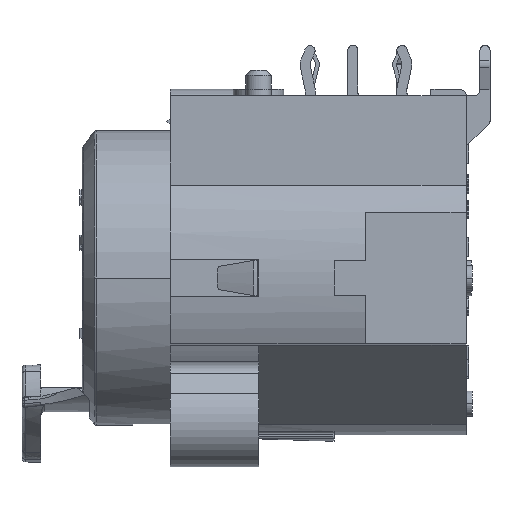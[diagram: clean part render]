
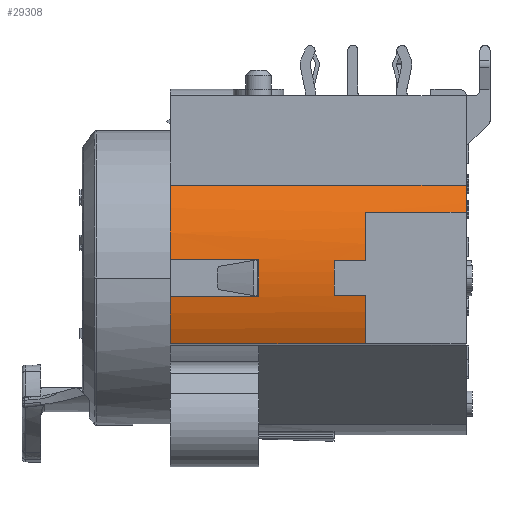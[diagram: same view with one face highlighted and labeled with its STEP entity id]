
A CAD part, left-side view. The second image highlights one B-rep face of the part: STEP entity #29308.
In plain terms, the highlighted cylindrical face has radius 13 mm (diameter 26 mm), a partial arc.
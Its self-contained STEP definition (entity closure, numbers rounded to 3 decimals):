
#1182=CARTESIAN_POINT('',(0.,-30.5,0.));
#1183=DIRECTION('',(0.,1.,0.));
#1184=DIRECTION('',(-0.915,0.,0.403));
#1185=AXIS2_PLACEMENT_3D('',#1182,#1183,#1184);
#6661=DIRECTION('',(0.,-1.,0.));
#6662=VECTOR('',#6661,23.5);
#6663=CARTESIAN_POINT('',(-10.7,-7.,7.383));
#6664=LINE('',#6663,#6662);
#6665=DIRECTION('',(0.,1.,0.));
#6666=VECTOR('',#6665,8.);
#6667=CARTESIAN_POINT('',(-11.9,-30.5,5.234));
#6668=LINE('',#6667,#6666);
#6669=DIRECTION('',(0.,-1.,0.));
#6670=VECTOR('',#6669,2.5);
#6671=CARTESIAN_POINT('',(-12.924,-20.,-1.4));
#6672=LINE('',#6671,#6670);
#6673=DIRECTION('',(0.,-1.,0.));
#6674=VECTOR('',#6673,15.5);
#6675=CARTESIAN_POINT('',(-11.9,-7.,-5.234));
#6676=LINE('',#6675,#6674);
#6722=CARTESIAN_POINT('',(0.,-7.,0.));
#6723=DIRECTION('',(0.,-1.,0.));
#6724=DIRECTION('',(-0.823,0.,0.568));
#6725=AXIS2_PLACEMENT_3D('',#6722,#6723,#6724);
#6731=CARTESIAN_POINT('',(0.,-7.,0.));
#6732=DIRECTION('',(0.,-1.,0.));
#6733=DIRECTION('',(-0.993,0.,-0.115));
#6734=AXIS2_PLACEMENT_3D('',#6731,#6732,#6733);
#7118=CARTESIAN_POINT('',(0.,-20.,0.));
#7119=DIRECTION('',(0.,1.,0.));
#7120=DIRECTION('',(-0.994,0.,-0.108));
#7121=AXIS2_PLACEMENT_3D('',#7118,#7119,#7120);
#7271=DIRECTION('',(0.,1.,0.));
#7272=VECTOR('',#7271,7.);
#7273=CARTESIAN_POINT('',(-12.913,-14.,-1.5));
#7274=LINE('',#7273,#7272);
#7326=DIRECTION('',(0.,-1.,0.));
#7327=VECTOR('',#7326,2.5);
#7328=CARTESIAN_POINT('',(-12.924,-20.,1.4));
#7329=LINE('',#7328,#7327);
#7355=CARTESIAN_POINT('',(0.,-22.5,0.));
#7356=DIRECTION('',(0.,1.,0.));
#7357=DIRECTION('',(-0.994,0.,0.108));
#7358=AXIS2_PLACEMENT_3D('',#7355,#7356,#7357);
#7372=DIRECTION('',(0.,-1.,0.));
#7373=VECTOR('',#7372,7.);
#7374=CARTESIAN_POINT('',(-12.913,-7.,1.5));
#7375=LINE('',#7374,#7373);
#7392=CARTESIAN_POINT('',(0.,-14.,0.));
#7393=DIRECTION('',(0.,-1.,0.));
#7394=DIRECTION('',(-0.993,0.,0.115));
#7395=AXIS2_PLACEMENT_3D('',#7392,#7393,#7394);
#7694=CARTESIAN_POINT('',(0.,-22.5,0.));
#7695=DIRECTION('',(0.,1.,0.));
#7696=DIRECTION('',(-0.915,0.,-0.403));
#7697=AXIS2_PLACEMENT_3D('',#7694,#7695,#7696);
#15214=CARTESIAN_POINT('',(-12.913,-14.,-1.5));
#15215=VERTEX_POINT('',#15214);
#15216=CARTESIAN_POINT('',(-12.913,-7.,-1.5));
#15217=VERTEX_POINT('',#15216);
#15220=CARTESIAN_POINT('',(-12.913,-7.,1.5));
#15221=CARTESIAN_POINT('',(-12.913,-14.,1.5));
#15222=VERTEX_POINT('',#15220);
#15223=VERTEX_POINT('',#15221);
#17501=CARTESIAN_POINT('',(-12.924,-22.5,-1.4));
#17503=VERTEX_POINT('',#17501);
#17546=CARTESIAN_POINT('',(-12.924,-22.5,1.4));
#17548=VERTEX_POINT('',#17546);
#17553=CARTESIAN_POINT('',(-11.9,-22.5,5.234));
#17554=VERTEX_POINT('',#17553);
#18746=CARTESIAN_POINT('',(-11.9,-30.5,5.234));
#18748=VERTEX_POINT('',#18746);
#18750=CARTESIAN_POINT('',(-10.7,-30.5,7.383));
#18751=VERTEX_POINT('',#18750);
#18868=CARTESIAN_POINT('',(-12.924,-20.,-1.4));
#18870=VERTEX_POINT('',#18868);
#18885=CARTESIAN_POINT('',(-12.924,-20.,1.4));
#18887=VERTEX_POINT('',#18885);
#19086=CARTESIAN_POINT('',(-11.9,-7.,-5.234));
#19088=VERTEX_POINT('',#19086);
#19112=CARTESIAN_POINT('',(-11.9,-22.5,-5.234));
#19113=VERTEX_POINT('',#19112);
#19302=CARTESIAN_POINT('',(-10.7,-7.,7.383));
#19303=VERTEX_POINT('',#19302);
#29275=CARTESIAN_POINT('',(0.,-6.74,0.));
#29276=DIRECTION('',(0.,-1.,0.));
#29277=DIRECTION('',(1.,0.,0.));
#29278=AXIS2_PLACEMENT_3D('',#29275,#29276,#29277);
#29279=CYLINDRICAL_SURFACE('',#29278,13.);
#29280=ORIENTED_EDGE('',*,*,#29266,.T.);
#29281=ORIENTED_EDGE('',*,*,#19393,.F.);
#29283=ORIENTED_EDGE('',*,*,#29282,.T.);
#29285=ORIENTED_EDGE('',*,*,#29284,.F.);
#29287=ORIENTED_EDGE('',*,*,#29286,.F.);
#29289=ORIENTED_EDGE('',*,*,#29288,.F.);
#29291=ORIENTED_EDGE('',*,*,#29290,.T.);
#29293=ORIENTED_EDGE('',*,*,#29292,.F.);
#29295=ORIENTED_EDGE('',*,*,#29294,.F.);
#29297=ORIENTED_EDGE('',*,*,#29296,.F.);
#29299=ORIENTED_EDGE('',*,*,#29298,.F.);
#29301=ORIENTED_EDGE('',*,*,#29300,.F.);
#29303=ORIENTED_EDGE('',*,*,#29302,.F.);
#29305=ORIENTED_EDGE('',*,*,#29304,.F.);
#29306=EDGE_LOOP('',(#29280,#29281,#29283,#29285,#29287,#29289,#29291,#29293,
#29295,#29297,#29299,#29301,#29303,#29305));
#29307=FACE_OUTER_BOUND('',#29306,.F.);
#1186=CIRCLE('',#1185,13.);
#6726=CIRCLE('',#6725,13.);
#6735=CIRCLE('',#6734,13.);
#7122=CIRCLE('',#7121,13.);
#7359=CIRCLE('',#7358,13.);
#7396=CIRCLE('',#7395,13.);
#7698=CIRCLE('',#7697,13.);
#19393=EDGE_CURVE('',#18748,#18751,#1186,.T.);
#29266=EDGE_CURVE('',#19303,#18751,#6664,.T.);
#29282=EDGE_CURVE('',#18748,#17554,#6668,.T.);
#29284=EDGE_CURVE('',#17548,#17554,#7359,.T.);
#29286=EDGE_CURVE('',#18887,#17548,#7329,.T.);
#29288=EDGE_CURVE('',#18870,#18887,#7122,.T.);
#29290=EDGE_CURVE('',#18870,#17503,#6672,.T.);
#29292=EDGE_CURVE('',#19113,#17503,#7698,.T.);
#29294=EDGE_CURVE('',#19088,#19113,#6676,.T.);
#29296=EDGE_CURVE('',#15217,#19088,#6735,.T.);
#29298=EDGE_CURVE('',#15215,#15217,#7274,.T.);
#29300=EDGE_CURVE('',#15223,#15215,#7396,.T.);
#29302=EDGE_CURVE('',#15222,#15223,#7375,.T.);
#29304=EDGE_CURVE('',#19303,#15222,#6726,.T.);
#29308=ADVANCED_FACE('',(#29307),#29279,.T.);
